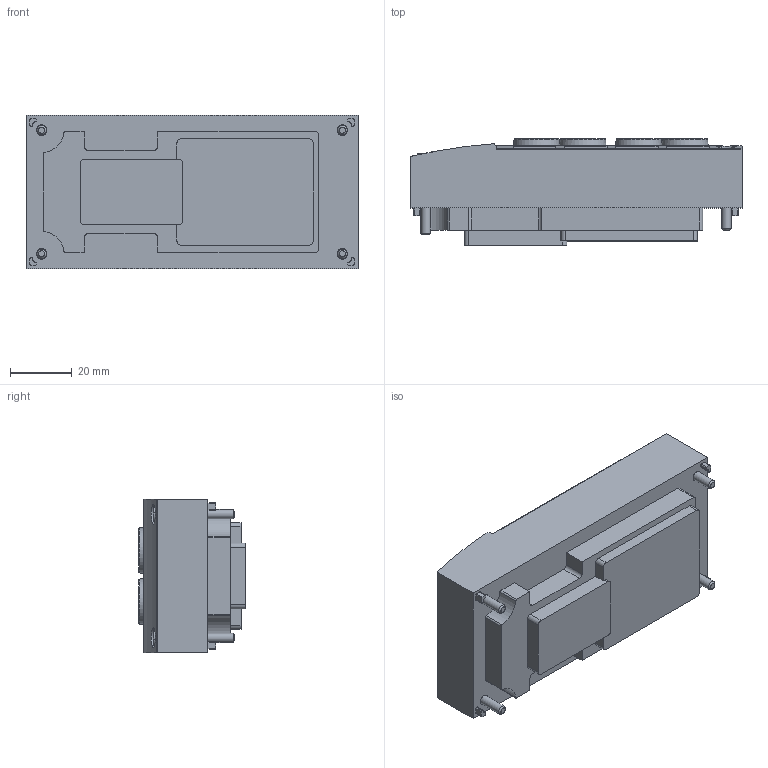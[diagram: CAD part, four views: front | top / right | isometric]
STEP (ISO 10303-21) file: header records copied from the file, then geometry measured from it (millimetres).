
FILE_DESCRIPTION(/* description */ ('STEP AP214'),/* implementation_level */ '2;1');
FILE_NAME(/* name */ '8129109_CPX-AP-A-8DI-M12-5P',/* time_stamp */ '2024-08-07T18:26:22+02:00',/* author */ ('License CC BY-ND 4.0'),/* organization */ ('CADENAS'),/* preprocessor_version */ 'ST-DEVELOPER v19.3',/* originating_system */ 'PARTsolutions',/* authorisation */ ' ');
FILE_SCHEMA (('AUTOMOTIVE_DESIGN {1 0 10303 214 3 1 1}'));
Length unit declared in the file: millimetre
Products named in the file (3): 8129109 CPX-AP-A-8DI-M12-5P---(high); 8129109 CPX-AP-A-8DI-M12-5P---(high_el); 8109131 DPT-F-ST-3X24-PT10
Assembly tree (5 placements, depth 2):
  8129109 CPX-AP-A-8DI-M12-5P---(high)
    8129109 CPX-AP-A-8DI-M12-5P---(high_el)
    8109131 DPT-F-ST-3X24-PT10  x4
Bounding box: 107.3 x 34.7 x 49.7 mm (x, y, z)
Volume: 134622.8 mm3; surface area: 25025.6 mm2
Topology: 5 solids, 5 shells, 619 faces, 1552 edges, 1024 vertices
Faces by surface type: plane 344, cylinder 227, torus 28, cone 20
Full cylindrical faces by diameter (mm): 0.429 x1, 0.528 x1, 1.05 x20, 2.3 x4, 3 x4, 3.4 x4, 6.485 x4, 10.917 x4, 12.5 x4
Entity records: 15798 total; most frequent: DIRECTION 2770, CARTESIAN_POINT 2750, ORIENTED_EDGE 2532, EDGE_CURVE 1266, AXIS2_PLACEMENT_3D 969, VERTEX_POINT 880, LINE 832, VECTOR 832
